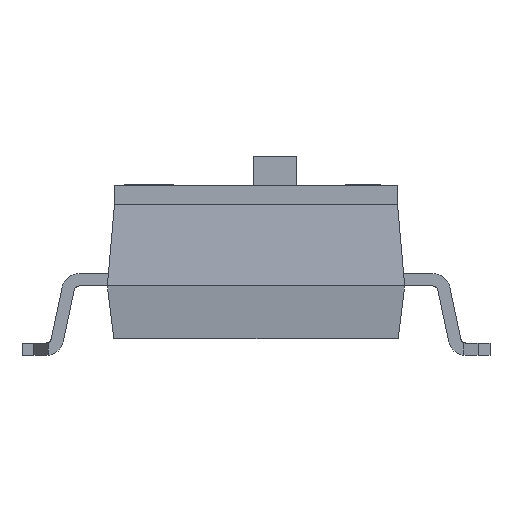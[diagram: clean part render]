
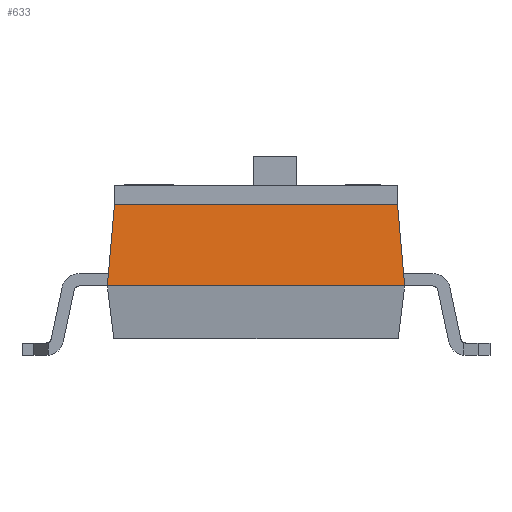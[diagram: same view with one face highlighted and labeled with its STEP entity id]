
A CAD part, left-side view. The second image highlights one B-rep face of the part: STEP entity #633.
In plain terms, the highlighted planar face has unit normal (-0.996, 0, 0.087).
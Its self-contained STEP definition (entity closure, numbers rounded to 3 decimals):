
#196 = CARTESIAN_POINT ( 'NONE',  ( -6.35, 3.1, 0. ) ) ;
#369 = LINE ( 'NONE', #12957, #3326 ) ;
#588 = DIRECTION ( 'NONE',  ( 0., 1., 0. ) ) ;
#633 = ADVANCED_FACE ( 'NONE', ( #17871 ), #5331, .T. ) ;
#1209 = EDGE_CURVE ( 'NONE', #6700, #23008, #9524, .T. ) ;
#1348 = DIRECTION ( 'NONE',  ( 0., -1., 0. ) ) ;
#2653 = VECTOR ( 'NONE', #588, 1000. ) ;
#2832 = ORIENTED_EDGE ( 'NONE', *, *, #1209, .T. ) ;
#3326 = VECTOR ( 'NONE', #20184, 1000. ) ;
#3358 = LINE ( 'NONE', #14193, #8548 ) ;
#3690 = DIRECTION ( 'NONE',  ( 0., -1., 0. ) ) ;
#4081 = VECTOR ( 'NONE', #1348, 1000. ) ;
#4332 = ORIENTED_EDGE ( 'NONE', *, *, #20635, .T. ) ;
#4346 = CARTESIAN_POINT ( 'NONE',  ( -6.201, -2.951, 1.7 ) ) ;
#4422 = CARTESIAN_POINT ( 'NONE',  ( -6.201, 2.951, 1.7 ) ) ;
#5331 = PLANE ( 'NONE',  #15009 ) ;
#6542 = EDGE_LOOP ( 'NONE', ( #16846, #17016, #4332, #2832 ) ) ;
#6601 = CARTESIAN_POINT ( 'NONE',  ( -6.35, 3.1, 0. ) ) ;
#6700 = VERTEX_POINT ( 'NONE', #14219 ) ;
#8548 = VECTOR ( 'NONE', #17889, 1000. ) ;
#9524 = LINE ( 'NONE', #4346, #2653 ) ;
#12957 = CARTESIAN_POINT ( 'NONE',  ( -6.35, 3.1, 0. ) ) ;
#14174 = VERTEX_POINT ( 'NONE', #196 ) ;
#14193 = CARTESIAN_POINT ( 'NONE',  ( -6.35, -3.1, 0. ) ) ;
#14219 = CARTESIAN_POINT ( 'NONE',  ( -6.201, -2.951, 1.7 ) ) ;
#15009 = AXIS2_PLACEMENT_3D ( 'NONE', #21993, #16324, #3690 ) ;
#15340 = EDGE_CURVE ( 'NONE', #14174, #23008, #369, .T. ) ;
#16324 = DIRECTION ( 'NONE',  ( -0.996, 0., 0.087 ) ) ;
#16846 = ORIENTED_EDGE ( 'NONE', *, *, #15340, .F. ) ;
#17016 = ORIENTED_EDGE ( 'NONE', *, *, #21190, .T. ) ;
#17871 = FACE_OUTER_BOUND ( 'NONE', #6542, .T. ) ;
#17889 = DIRECTION ( 'NONE',  ( 0.087, 0.087, 0.992 ) ) ;
#18475 = CARTESIAN_POINT ( 'NONE',  ( -6.35, -3.1, 0. ) ) ;
#20118 = VERTEX_POINT ( 'NONE', #18475 ) ;
#20184 = DIRECTION ( 'NONE',  ( 0.087, -0.087, 0.992 ) ) ;
#20635 = EDGE_CURVE ( 'NONE', #20118, #6700, #3358, .T. ) ;
#21190 = EDGE_CURVE ( 'NONE', #14174, #20118, #22805, .T. ) ;
#21993 = CARTESIAN_POINT ( 'NONE',  ( -6.35, 3.1, 0. ) ) ;
#22805 = LINE ( 'NONE', #6601, #4081 ) ;
#23008 = VERTEX_POINT ( 'NONE', #4422 ) ;
